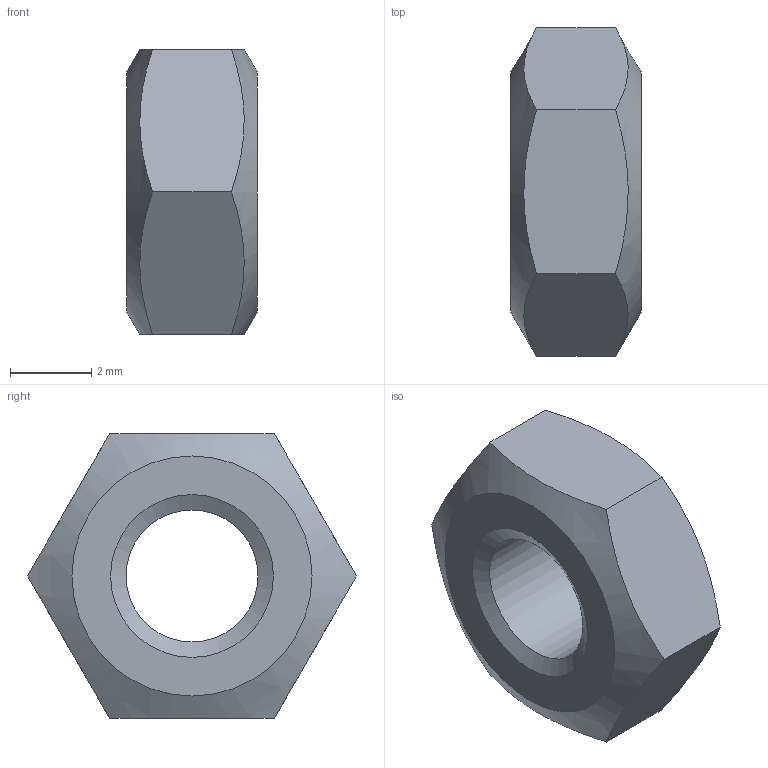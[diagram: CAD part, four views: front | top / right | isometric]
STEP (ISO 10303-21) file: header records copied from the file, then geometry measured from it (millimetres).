
FILE_DESCRIPTION(/* description */ ('Hexagon nuts, style 1 - Product grades A and B'),/* implementation_level */ '2;1');
FILE_NAME(/* name */ 'ISO 4032 - M4 - ISO.step',/* time_stamp */ '2025-04-03T01:46:05+02:00',/* author */ ('rocke'),/* organization */ (''),/* preprocessor_version */ 'ST-DEVELOPER v18.1',/* originating_system */ 'Autodesk Inventor 2021',/* authorisation */ '');
FILE_SCHEMA (('AUTOMOTIVE_DESIGN { 1 0 10303 214 3 1 1 }'));
Length unit declared in the file: millimetre
Products named in the file (1): ISO 4032 - M4
Bounding box: 3.2 x 8.08 x 7 mm (x, y, z)
Volume: 101.6 mm3; surface area: 159.5 mm2
Topology: 1 solids, 1 shells, 13 faces, 32 edges, 21 vertices
Faces by surface type: plane 8, cone 4, cylinder 1
Full cylindrical faces by diameter (mm): 3.242 x1
Entity records: 420 total; most frequent: CARTESIAN_POINT 91, ORIENTED_EDGE 64, DIRECTION 57, EDGE_CURVE 32, AXIS2_PLACEMENT_3D 23, VERTEX_POINT 21, EDGE_LOOP 15, FACE_OUTER_BOUND 13
